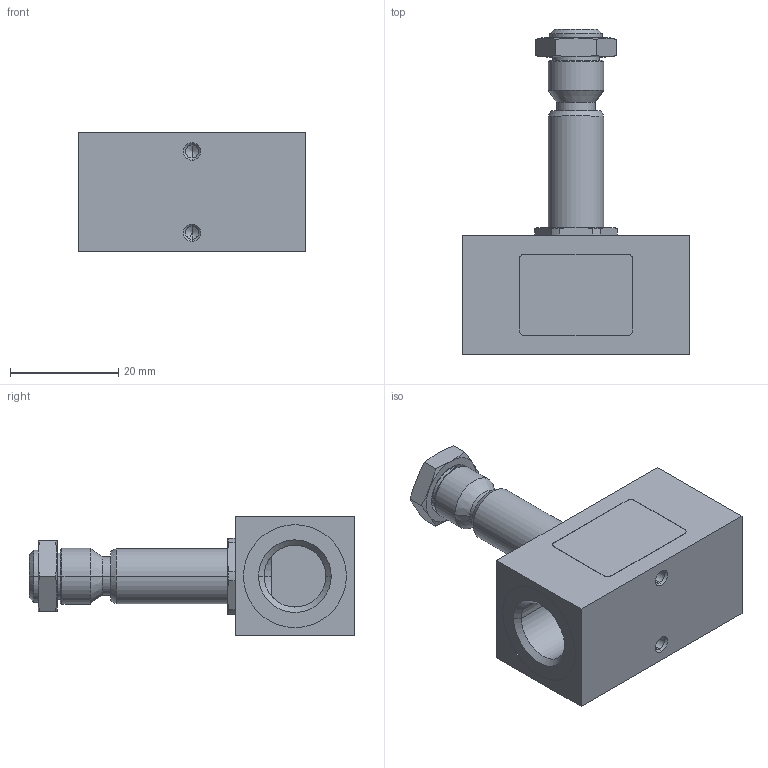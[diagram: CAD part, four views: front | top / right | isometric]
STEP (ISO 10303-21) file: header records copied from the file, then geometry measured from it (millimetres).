
FILE_DESCRIPTION((''),'2;1');
FILE_NAME('605034B_EAV-211-A30-1-4FK-00_ASM','2012-10-11T',('avs326'),(''),'PRO/ENGINEER BY PARAMETRIC TECHNOLOGY CORPORATION, 2011490','PRO/ENGINEER BY PARAMETRIC TECHNOLOGY CORPORATION, 2011490','');
FILE_SCHEMA(('CONFIG_CONTROL_DESIGN'));
Length unit declared in the file: millimetre
Products named in the file (6): 604612B_EAM-201-A00-000FK_O_256; 251708B_256M-1-8; 604612B_EAM-201-A00-000FK-00_ASM; 500267B_MUFFENVENTILPLATTE_G1-4; T05034_EAV-211-A30-1-4FK-99; 605034B_EAV-211-A30-1-4FK-00_ASM
Assembly tree (5 placements, depth 3):
  605034B_EAV-211-A30-1-4FK-00_ASM
    604612B_EAM-201-A00-000FK-00_ASM
      604612B_EAM-201-A00-000FK_O_256
      251708B_256M-1-8
    500267B_MUFFENVENTILPLATTE_G1-4
    T05034_EAV-211-A30-1-4FK-99
Bounding box: 42 x 59.98 x 22.05 mm (x, y, z)
Volume: 20008.1 mm3; surface area: 9180.9 mm2
Topology: 5 solids, 5 shells, 171 faces, 376 edges, 219 vertices
Faces by surface type: cone 68, cylinder 58, plane 41, torus 4
Entity records: 4908 total; most frequent: CARTESIAN_POINT 1006, DIRECTION 858, ORIENTED_EDGE 736, EDGE_CURVE 368, AXIS2_PLACEMENT_3D 358, VERTEX_POINT 219, EDGE_LOOP 191, CIRCLE 174
